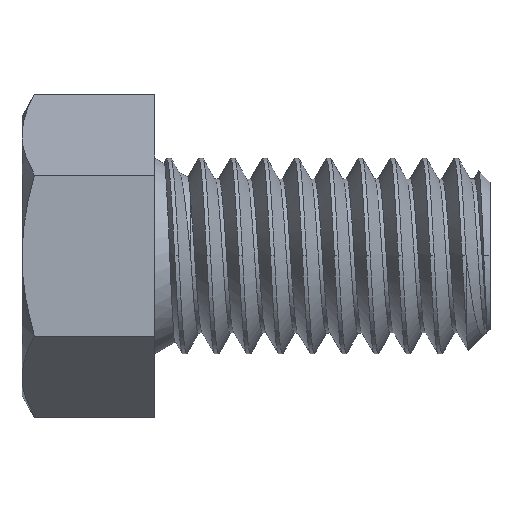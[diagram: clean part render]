
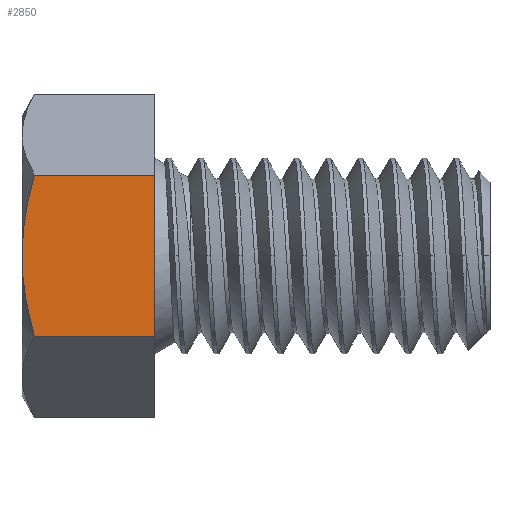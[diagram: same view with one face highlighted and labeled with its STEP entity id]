
A CAD part, top view. The second image highlights one B-rep face of the part: STEP entity #2850.
In plain terms, the highlighted planar face has unit normal (0, 0, 1).
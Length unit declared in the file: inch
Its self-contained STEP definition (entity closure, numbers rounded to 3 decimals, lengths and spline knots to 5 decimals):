
#29 = AXIS2_PLACEMENT_3D ( 'NONE', #412, #3803, #1935 ) ;
#35 = EDGE_LOOP ( 'NONE', ( #1003, #3468, #493, #2316, #4546 ) ) ;
#289 = CARTESIAN_POINT ( 'NONE',  ( -0.49553, 0.18042, 0.3125 ) ) ;
#412 = CARTESIAN_POINT ( 'NONE',  ( -0.52344, -0.18042, 0.3125 ) ) ;
#468 = CARTESIAN_POINT ( 'NONE',  ( -0.49553, 0.18042, 0.3125 ) ) ;
#493 = ORIENTED_EDGE ( 'NONE', *, *, #2383, .T. ) ;
#516 = CARTESIAN_POINT ( 'NONE',  ( -0.49553, -0.18042, 0.3125 ) ) ;
#658 = CARTESIAN_POINT ( 'NONE',  ( -0.22656, -0.18042, 0.3125 ) ) ;
#715 = CARTESIAN_POINT ( 'NONE',  ( -0.52344, 0., 0.3125 ) ) ;
#815 = CARTESIAN_POINT ( 'NONE',  ( -0.52344, -0.18042, 0.3125 ) ) ;
#859 = EDGE_CURVE ( 'NONE', #4342, #971, #3399, .T. ) ;
#971 = VERTEX_POINT ( 'NONE', #1770 ) ;
#1003 = ORIENTED_EDGE ( 'NONE', *, *, #2395, .F. ) ;
#1094 = LINE ( 'NONE', #815, #3200 ) ;
#1143 = CARTESIAN_POINT ( 'NONE',  ( -0.52344, 0., 0.3125 ) ) ;
#1330 = VECTOR ( 'NONE', #2761, 39.37008 ) ;
#1550 = CARTESIAN_POINT ( 'NONE',  ( -0.50395, 0.15124, 0.3125 ) ) ;
#1642 = CARTESIAN_POINT ( 'NONE',  ( -0.52344, -0.03051, 0.3125 ) ) ;
#1649 = DIRECTION ( 'NONE',  ( 1., 0., 0. ) ) ;
#1681 = VERTEX_POINT ( 'NONE', #4357 ) ;
#1770 = CARTESIAN_POINT ( 'NONE',  ( -0.22656, 0.18042, 0.3125 ) ) ;
#1812 = PLANE ( 'NONE',  #29 ) ;
#1814 = VERTEX_POINT ( 'NONE', #658 ) ;
#1935 = DIRECTION ( 'NONE',  ( 0., 1., 0. ) ) ;
#2217 = CARTESIAN_POINT ( 'NONE',  ( -0.52344, 0.03053, 0.3125 ) ) ;
#2316 = ORIENTED_EDGE ( 'NONE', *, *, #859, .F. ) ;
#2377 = FACE_OUTER_BOUND ( 'NONE', #35, .T. ) ;
#2383 = EDGE_CURVE ( 'NONE', #1814, #971, #3388, .T. ) ;
#2395 = EDGE_CURVE ( 'NONE', #1681, #4496, #4139, .T. ) ;
#2409 = CARTESIAN_POINT ( 'NONE',  ( -0.52344, 0.18042, 0.3125 ) ) ;
#2692 = CARTESIAN_POINT ( 'NONE',  ( -0.51096, 0.12169, 0.3125 ) ) ;
#2761 = DIRECTION ( 'NONE',  ( 0., 1., 0. ) ) ;
#2850 = ADVANCED_FACE ( 'NONE', ( #2377 ), #1812, .F. ) ;
#3064 = CARTESIAN_POINT ( 'NONE',  ( -0.52074, 0.06146, 0.3125 ) ) ;
#3127 = CARTESIAN_POINT ( 'NONE',  ( -0.5111, -0.12101, 0.3125 ) ) ;
#3150 = CARTESIAN_POINT ( 'NONE',  ( -0.52344, 0., 0.3125 ) ) ;
#3168 = CARTESIAN_POINT ( 'NONE',  ( -0.52081, -0.0608, 0.3125 ) ) ;
#3200 = VECTOR ( 'NONE', #3833, 39.37008 ) ;
#3218 = VECTOR ( 'NONE', #1649, 39.37008 ) ;
#3358 = B_SPLINE_CURVE_WITH_KNOTS ( 'NONE', 3,
 ( #715, #2217, #3064, #2692, #1550, #468 ),
 .UNSPECIFIED., .F., .F.,
 ( 4, 2, 4 ),
 ( 0.013, 0.01532, 0.01764 ),
 .UNSPECIFIED. ) ;
#3388 = LINE ( 'NONE', #3873, #1330 ) ;
#3399 = LINE ( 'NONE', #2409, #3218 ) ;
#3468 = ORIENTED_EDGE ( 'NONE', *, *, #4167, .T. ) ;
#3803 = DIRECTION ( 'NONE',  ( 0., 0., -1. ) ) ;
#3833 = DIRECTION ( 'NONE',  ( 1., 0., 0. ) ) ;
#3873 = CARTESIAN_POINT ( 'NONE',  ( -0.22656, -0.18042, 0.3125 ) ) ;
#4139 = B_SPLINE_CURVE_WITH_KNOTS ( 'NONE', 3,
 ( #516, #4658, #3127, #3168, #1642, #3150 ),
 .UNSPECIFIED., .F., .F.,
 ( 4, 2, 4 ),
 ( 0.00836, 0.01068, 0.013 ),
 .UNSPECIFIED. ) ;
#4140 = EDGE_CURVE ( 'NONE', #4496, #4342, #3358, .T. ) ;
#4167 = EDGE_CURVE ( 'NONE', #1681, #1814, #1094, .T. ) ;
#4342 = VERTEX_POINT ( 'NONE', #289 ) ;
#4357 = CARTESIAN_POINT ( 'NONE',  ( -0.49553, -0.18042, 0.3125 ) ) ;
#4496 = VERTEX_POINT ( 'NONE', #1143 ) ;
#4546 = ORIENTED_EDGE ( 'NONE', *, *, #4140, .F. ) ;
#4658 = CARTESIAN_POINT ( 'NONE',  ( -0.504, -0.15106, 0.3125 ) ) ;
